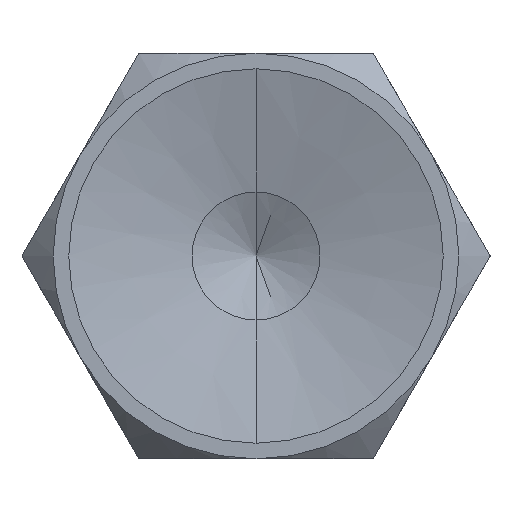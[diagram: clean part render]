
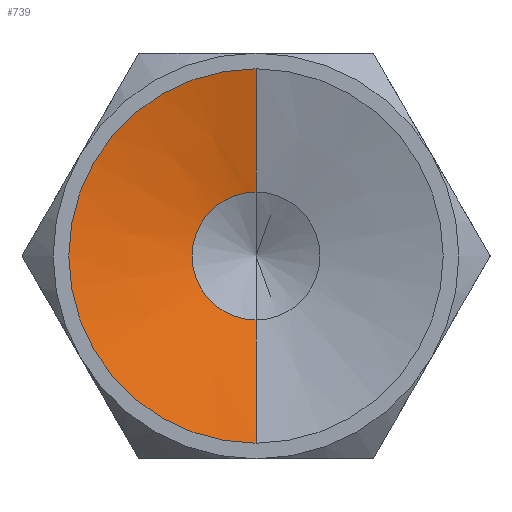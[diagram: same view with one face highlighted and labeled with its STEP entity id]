
A CAD part, front view. The second image highlights one B-rep face of the part: STEP entity #739.
In plain terms, the highlighted conical face has half-angle 75 degrees and reference radius 6 mm.
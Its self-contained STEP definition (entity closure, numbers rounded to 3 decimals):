
#22 = EDGE_LOOP ( 'NONE', ( #1035, #25, #862, #248 ) ) ;
#25 = ORIENTED_EDGE ( 'NONE', *, *, #1072, .T. ) ;
#78 = VECTOR ( 'NONE', #449, 1000. ) ;
#106 = CARTESIAN_POINT ( 'NONE',  ( 0., -5.3, 6. ) ) ;
#121 = LINE ( 'NONE', #1342, #78 ) ;
#123 = CONICAL_SURFACE ( 'NONE', #963, 6., 1.309 ) ;
#138 = VECTOR ( 'NONE', #1015, 1000. ) ;
#248 = ORIENTED_EDGE ( 'NONE', *, *, #886, .F. ) ;
#303 = AXIS2_PLACEMENT_3D ( 'NONE', #1209, #314, #1356 ) ;
#314 = DIRECTION ( 'NONE',  ( 0., 1., 0. ) ) ;
#331 = VERTEX_POINT ( 'NONE', #699 ) ;
#376 = EDGE_CURVE ( 'NONE', #973, #331, #1738, .T. ) ;
#412 = DIRECTION ( 'NONE',  ( 0., 1., 0. ) ) ;
#449 = DIRECTION ( 'NONE',  ( 0., -0.259, -0.966 ) ) ;
#513 = AXIS2_PLACEMENT_3D ( 'NONE', #1308, #412, #1456 ) ;
#699 = CARTESIAN_POINT ( 'NONE',  ( 0., -4.242, 2.05 ) ) ;
#739 = ADVANCED_FACE ( 'NONE', ( #1711 ), #123, .F. ) ;
#862 = ORIENTED_EDGE ( 'NONE', *, *, #1691, .F. ) ;
#886 = EDGE_CURVE ( 'NONE', #973, #1105, #121, .T. ) ;
#888 = DIRECTION ( 'NONE',  ( 0., 0., -1. ) ) ;
#963 = AXIS2_PLACEMENT_3D ( 'NONE', #993, #1143, #888 ) ;
#970 = LINE ( 'NONE', #1327, #138 ) ;
#973 = VERTEX_POINT ( 'NONE', #1224 ) ;
#993 = CARTESIAN_POINT ( 'NONE',  ( 0., -5.3, 0. ) ) ;
#1015 = DIRECTION ( 'NONE',  ( 0., -0.259, 0.966 ) ) ;
#1035 = ORIENTED_EDGE ( 'NONE', *, *, #376, .T. ) ;
#1072 = EDGE_CURVE ( 'NONE', #331, #1489, #970, .T. ) ;
#1105 = VERTEX_POINT ( 'NONE', #1179 ) ;
#1143 = DIRECTION ( 'NONE',  ( 0., -1., 0. ) ) ;
#1179 = CARTESIAN_POINT ( 'NONE',  ( 0., -5.3, -6. ) ) ;
#1209 = CARTESIAN_POINT ( 'NONE',  ( 0., -5.3, 0. ) ) ;
#1224 = CARTESIAN_POINT ( 'NONE',  ( 0., -4.242, -2.05 ) ) ;
#1308 = CARTESIAN_POINT ( 'NONE',  ( 0., -4.242, 0. ) ) ;
#1327 = CARTESIAN_POINT ( 'NONE',  ( 0., -5.3, 6. ) ) ;
#1342 = CARTESIAN_POINT ( 'NONE',  ( 0., -5.3, -6. ) ) ;
#1354 = CIRCLE ( 'NONE', #303, 6. ) ;
#1356 = DIRECTION ( 'NONE',  ( 0., 0., 1. ) ) ;
#1456 = DIRECTION ( 'NONE',  ( 0., 0., 1. ) ) ;
#1489 = VERTEX_POINT ( 'NONE', #106 ) ;
#1691 = EDGE_CURVE ( 'NONE', #1105, #1489, #1354, .T. ) ;
#1711 = FACE_OUTER_BOUND ( 'NONE', #22, .T. ) ;
#1738 = CIRCLE ( 'NONE', #513, 2.05 ) ;
